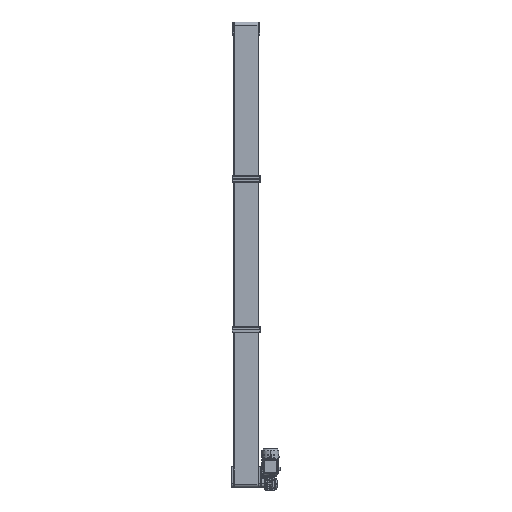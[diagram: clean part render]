
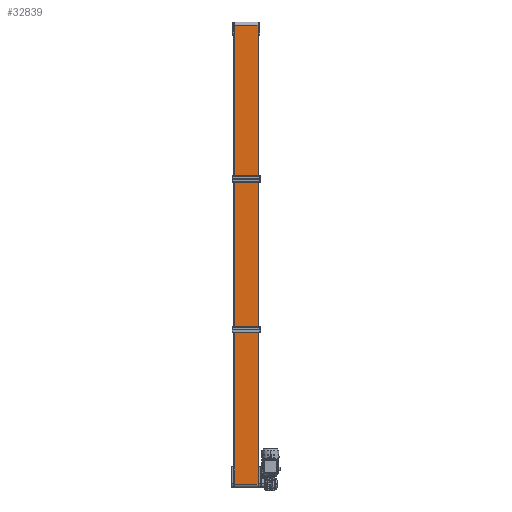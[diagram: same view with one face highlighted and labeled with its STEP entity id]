
A CAD part, front view. The second image highlights one B-rep face of the part: STEP entity #32839.
In plain terms, the highlighted planar face has unit normal (0, -1, 0).
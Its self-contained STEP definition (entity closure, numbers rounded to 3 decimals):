
#6447 = CARTESIAN_POINT ( 'NONE',  ( 2.5, -22.282, 2886.891 ) ) ;
#9105 = CARTESIAN_POINT ( 'NONE',  ( 157.5, -22.282, -114.891 ) ) ;
#25630 = AXIS2_PLACEMENT_3D ( 'NONE', #68565, #177929, #84436 ) ;
#29007 = ORIENTED_EDGE ( 'NONE', *, *, #34319, .T. ) ;
#32839 = ADVANCED_FACE ( 'NONE', ( #116101 ), #56593, .F. ) ;
#34319 = EDGE_CURVE ( 'NONE', #176024, #147871, #81312, .T. ) ;
#39360 = CARTESIAN_POINT ( 'NONE',  ( 157.5, -22.282, 2886.891 ) ) ;
#40312 = DIRECTION ( 'NONE',  ( -1., 0., 0. ) ) ;
#41986 = ORIENTED_EDGE ( 'NONE', *, *, #69982, .F. ) ;
#53934 = LINE ( 'NONE', #156357, #76415 ) ;
#56593 = PLANE ( 'NONE',  #25630 ) ;
#56815 = CARTESIAN_POINT ( 'NONE',  ( 2.5, -22.282, -114.891 ) ) ;
#56871 = ORIENTED_EDGE ( 'NONE', *, *, #88446, .T. ) ;
#65968 = LINE ( 'NONE', #9105, #178777 ) ;
#68565 = CARTESIAN_POINT ( 'NONE',  ( 157.5, -22.282, -114.891 ) ) ;
#69982 = EDGE_CURVE ( 'NONE', #104765, #136465, #65968, .T. ) ;
#73922 = ORIENTED_EDGE ( 'NONE', *, *, #165391, .F. ) ;
#76415 = VECTOR ( 'NONE', #160267, 1000. ) ;
#81312 = LINE ( 'NONE', #141047, #160116 ) ;
#81821 = DIRECTION ( 'NONE',  ( 0., 0., -1. ) ) ;
#84436 = DIRECTION ( 'NONE',  ( 0., 0., 1. ) ) ;
#88446 = EDGE_CURVE ( 'NONE', #104765, #176024, #192360, .T. ) ;
#98115 = VECTOR ( 'NONE', #40312, 1000. ) ;
#104765 = VERTEX_POINT ( 'NONE', #187786 ) ;
#116101 = FACE_OUTER_BOUND ( 'NONE', #132855, .T. ) ;
#132855 = EDGE_LOOP ( 'NONE', ( #29007, #73922, #41986, #56871 ) ) ;
#136465 = VERTEX_POINT ( 'NONE', #171796 ) ;
#141047 = CARTESIAN_POINT ( 'NONE',  ( 2.5, -22.282, -114.891 ) ) ;
#147871 = VERTEX_POINT ( 'NONE', #56815 ) ;
#156357 = CARTESIAN_POINT ( 'NONE',  ( 157.5, -22.282, -114.891 ) ) ;
#160116 = VECTOR ( 'NONE', #173787, 1000. ) ;
#160267 = DIRECTION ( 'NONE',  ( -1., 0., 0. ) ) ;
#165391 = EDGE_CURVE ( 'NONE', #136465, #147871, #53934, .T. ) ;
#171796 = CARTESIAN_POINT ( 'NONE',  ( 157.5, -22.282, -114.891 ) ) ;
#173787 = DIRECTION ( 'NONE',  ( 0., 0., -1. ) ) ;
#176024 = VERTEX_POINT ( 'NONE', #6447 ) ;
#177929 = DIRECTION ( 'NONE',  ( 0., 1., 0. ) ) ;
#178777 = VECTOR ( 'NONE', #81821, 1000. ) ;
#187786 = CARTESIAN_POINT ( 'NONE',  ( 157.5, -22.282, 2886.891 ) ) ;
#192360 = LINE ( 'NONE', #39360, #98115 ) ;
